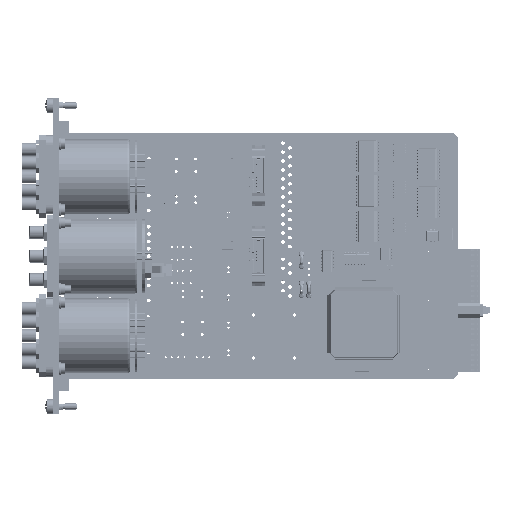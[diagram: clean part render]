
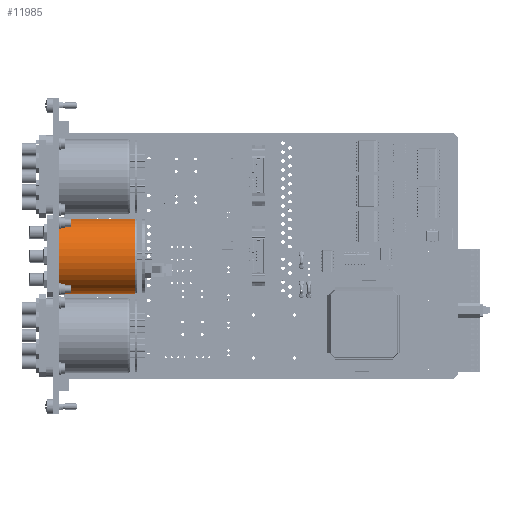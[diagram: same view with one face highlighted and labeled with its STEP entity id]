
A CAD part, top view. The second image highlights one B-rep face of the part: STEP entity #11985.
In plain terms, the highlighted cylindrical face has radius 15.25 mm (diameter 30.5 mm), a full revolution.
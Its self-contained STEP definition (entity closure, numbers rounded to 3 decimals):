
#5614 = ORIENTED_EDGE ( 'NONE', *, *, #6787, .T. ) ;
#5825 = ORIENTED_EDGE ( 'NONE', *, *, #5910, .T. ) ;
#5910 = EDGE_CURVE ( 'NONE', #223196, #223196, #306554, .T. ) ;
#6787 = EDGE_CURVE ( 'NONE', #223238, #223238, #307670, .T. ) ;
#11985 = ADVANCED_FACE ( 'NONE', ( #283574, #283570 ), #283629, .T. ) ;
#48541 = AXIS2_PLACEMENT_3D ( 'NONE', #84145, #84136, #84169 ) ;
#77847 = EDGE_LOOP ( 'NONE', ( #5614 ) ) ;
#84136 = DIRECTION ( 'NONE',  ( -1., 0., 0. ) ) ;
#84145 = CARTESIAN_POINT ( 'NONE',  ( -33.964, 44.966, 57.882 ) ) ;
#84169 = DIRECTION ( 'NONE',  ( 0., -1., 0. ) ) ;
#150292 = EDGE_LOOP ( 'NONE', ( #5825 ) ) ;
#181416 = AXIS2_PLACEMENT_3D ( 'NONE', #223215, #223218, #223221 ) ;
#181449 = AXIS2_PLACEMENT_3D ( 'NONE', #195486, #195488, #195489 ) ;
#195486 = CARTESIAN_POINT ( 'NONE',  ( -34.964, 44.966, 57.882 ) ) ;
#195488 = DIRECTION ( 'NONE',  ( -1., 0., 0. ) ) ;
#195489 = DIRECTION ( 'NONE',  ( 0., 1., 0. ) ) ;
#223196 = VERTEX_POINT ( 'NONE', #225781 ) ;
#223215 = CARTESIAN_POINT ( 'NONE',  ( -68.264, 44.966, 57.882 ) ) ;
#223218 = DIRECTION ( 'NONE',  ( 1., 0., 0. ) ) ;
#223221 = DIRECTION ( 'NONE',  ( 0., 1., 0. ) ) ;
#223238 = VERTEX_POINT ( 'NONE', #225814 ) ;
#225781 = CARTESIAN_POINT ( 'NONE',  ( -68.264, 60.216, 57.882 ) ) ;
#225814 = CARTESIAN_POINT ( 'NONE',  ( -34.964, 60.216, 57.882 ) ) ;
#283570 = FACE_OUTER_BOUND ( 'NONE', #150292, .T. ) ;
#283574 = FACE_OUTER_BOUND ( 'NONE', #77847, .T. ) ;
#283629 = CYLINDRICAL_SURFACE ( 'NONE', #48541, 15.25 ) ;
#306554 = CIRCLE ( 'NONE', #181416, 15.25 ) ;
#307670 = CIRCLE ( 'NONE', #181449, 15.25 ) ;
